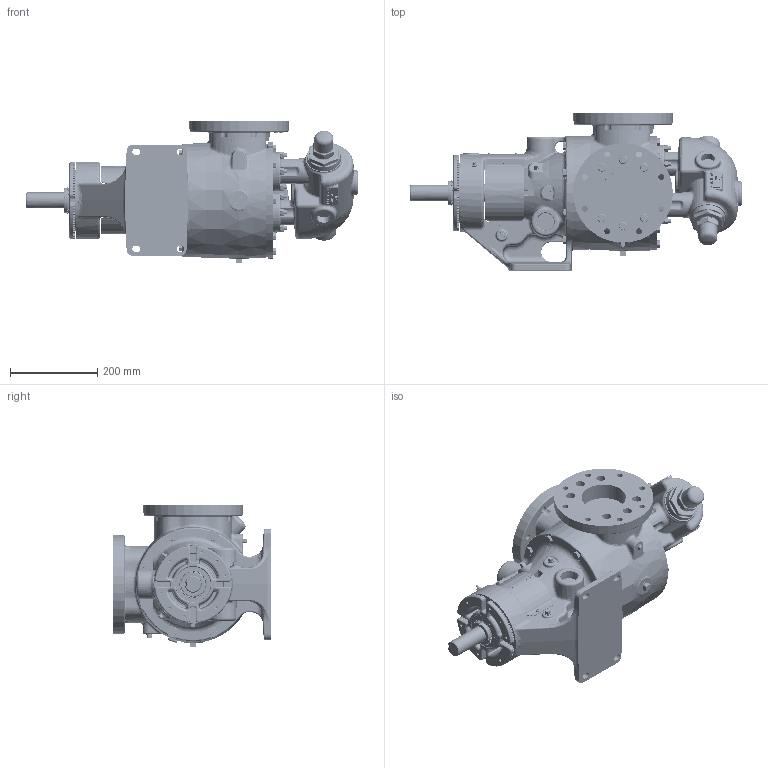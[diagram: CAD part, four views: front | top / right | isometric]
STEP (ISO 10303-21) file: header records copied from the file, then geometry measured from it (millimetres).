
FILE_DESCRIPTION (( 'STEP AP214' ), '1' );
FILE_NAME ('LV-4568.step', '2025-12-05T04:03:13', ( '' ), ( '' ), 'SwSTEP 2.0', 'SolidWorks 2024', '' );
FILE_SCHEMA (( 'AUTOMOTIVE_DESIGN' ));
Products named in the file (1): LV-4568
Bounding box: 761.85 x 360.36 x 326.71 mm (x, y, z)
Volume: 23322159.9 mm3; surface area: 1153022.1 mm2
Topology: 1 solids, 15 shells, 6315 faces, 15813 edges, 9720 vertices
Faces by surface type: bspline 2073, plane 1906, cylinder 1133, cone 860, torus 221, sphere 122
Entity records: 304993 total; most frequent: CARTESIAN_POINT 171800, ORIENTED_EDGE 31380, DIRECTION 22238, EDGE_CURVE 15690, VERTEX_POINT 9717, AXIS2_PLACEMENT_3D 8425, EDGE_LOOP 6707, ADVANCED_FACE 6315
